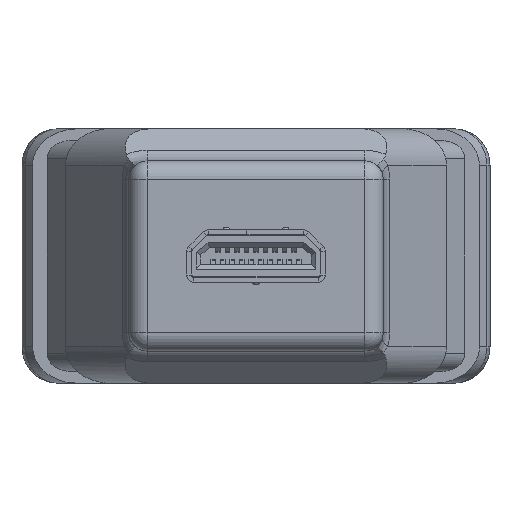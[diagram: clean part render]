
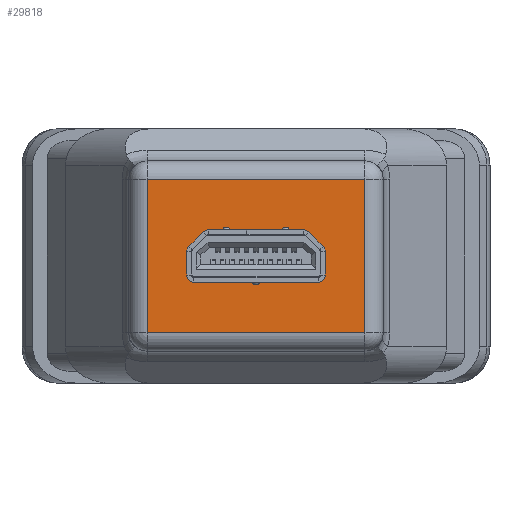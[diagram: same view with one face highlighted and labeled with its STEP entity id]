
A CAD part, front view. The second image highlights one B-rep face of the part: STEP entity #29818.
In plain terms, the highlighted planar face has unit normal (0, -1, 0).
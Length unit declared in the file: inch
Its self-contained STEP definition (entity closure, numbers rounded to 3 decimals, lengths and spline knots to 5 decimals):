
#284 = CARTESIAN_POINT ( 'NONE',  ( 0.10295, -0.25591, -0.0315 ) ) ;
#521 = EDGE_CURVE ( 'NONE', #44979, #781, #28154, .T. ) ;
#613 = DIRECTION ( 'NONE',  ( 0., -1., 0. ) ) ;
#781 = VERTEX_POINT ( 'NONE', #55832 ) ;
#2114 = ORIENTED_EDGE ( 'NONE', *, *, #31448, .F. ) ;
#3134 = CIRCLE ( 'NONE', #51474, 0.01181 ) ;
#3377 = CARTESIAN_POINT ( 'NONE',  ( -0.0873, -0.25591, 0.03993 ) ) ;
#3566 = ORIENTED_EDGE ( 'NONE', *, *, #521, .F. ) ;
#5026 = CIRCLE ( 'NONE', #66647, 0.01181 ) ;
#5128 = DIRECTION ( 'NONE',  ( 0., 0., 1. ) ) ;
#5248 = EDGE_LOOP ( 'NONE', ( #27733, #9895, #57621, #63992 ) ) ;
#5576 = DIRECTION ( 'NONE',  ( 0., 0., -1. ) ) ;
#6841 = LINE ( 'NONE', #34425, #62279 ) ;
#8469 = DIRECTION ( 'NONE',  ( -0.714, 0., 0.7 ) ) ;
#8681 = CARTESIAN_POINT ( 'NONE',  ( -0.11122, -0.25591, 0.01646 ) ) ;
#9023 = LINE ( 'NONE', #32003, #50585 ) ;
#9197 = CIRCLE ( 'NONE', #17789, 0.01181 ) ;
#9490 = LINE ( 'NONE', #34243, #60056 ) ;
#9895 = ORIENTED_EDGE ( 'NONE', *, *, #59328, .T. ) ;
#10402 = VERTEX_POINT ( 'NONE', #61359 ) ;
#11454 = EDGE_CURVE ( 'NONE', #49953, #25020, #9197, .T. ) ;
#11541 = ORIENTED_EDGE ( 'NONE', *, *, #41406, .F. ) ;
#11661 = EDGE_CURVE ( 'NONE', #31751, #35067, #63805, .T. ) ;
#11751 = EDGE_CURVE ( 'NONE', #54360, #12194, #5026, .T. ) ;
#11958 = CARTESIAN_POINT ( 'NONE',  ( 0.07903, -0.25591, 0.04331 ) ) ;
#12102 = VERTEX_POINT ( 'NONE', #62823 ) ;
#12194 = VERTEX_POINT ( 'NONE', #59013 ) ;
#12314 = CARTESIAN_POINT ( 'NONE',  ( -0.10295, -0.25591, 0.00803 ) ) ;
#12357 = CARTESIAN_POINT ( 'NONE',  ( 0.07903, -0.25591, 0.0315 ) ) ;
#12628 = EDGE_CURVE ( 'NONE', #10402, #52105, #63687, .T. ) ;
#12994 = ORIENTED_EDGE ( 'NONE', *, *, #45365, .F. ) ;
#14173 = ORIENTED_EDGE ( 'NONE', *, *, #11751, .F. ) ;
#14488 = FACE_OUTER_BOUND ( 'NONE', #5248, .T. ) ;
#14677 = CARTESIAN_POINT ( 'NONE',  ( 0.11476, -0.25591, -0.0315 ) ) ;
#14773 = LINE ( 'NONE', #48206, #26971 ) ;
#17101 = LINE ( 'NONE', #17144, #43104 ) ;
#17144 = CARTESIAN_POINT ( 'NONE',  ( 0., -0.25591, -0.12748 ) ) ;
#17585 = DIRECTION ( 'NONE',  ( 0., 0., 1. ) ) ;
#17625 = DIRECTION ( 'NONE',  ( 0., 0., -1. ) ) ;
#17789 = AXIS2_PLACEMENT_3D ( 'NONE', #31895, #613, #37122 ) ;
#18835 = VERTEX_POINT ( 'NONE', #3377 ) ;
#19197 = ORIENTED_EDGE ( 'NONE', *, *, #42375, .F. ) ;
#19366 = ORIENTED_EDGE ( 'NONE', *, *, #42413, .F. ) ;
#20363 = EDGE_CURVE ( 'NONE', #25020, #62127, #6841, .T. ) ;
#21496 = DIRECTION ( 'NONE',  ( 0., -1., 0. ) ) ;
#22630 = EDGE_CURVE ( 'NONE', #27287, #37087, #17101, .T. ) ;
#22866 = VECTOR ( 'NONE', #42223, 39.37008 ) ;
#24055 = EDGE_CURVE ( 'NONE', #52105, #49953, #60004, .T. ) ;
#25020 = VERTEX_POINT ( 'NONE', #62372 ) ;
#25503 = CIRCLE ( 'NONE', #63019, 0.01181 ) ;
#25918 = EDGE_CURVE ( 'NONE', #37087, #12102, #61957, .T. ) ;
#26971 = VECTOR ( 'NONE', #63968, 39.37008 ) ;
#27287 = VERTEX_POINT ( 'NONE', #56869 ) ;
#27733 = ORIENTED_EDGE ( 'NONE', *, *, #25918, .T. ) ;
#28154 = LINE ( 'NONE', #11958, #54242 ) ;
#28436 = CARTESIAN_POINT ( 'NONE',  ( -0.10295, -0.25591, -0.0315 ) ) ;
#28631 = ORIENTED_EDGE ( 'NONE', *, *, #11661, .F. ) ;
#29818 = ADVANCED_FACE ( 'NONE', ( #56016, #14488 ), #67581, .F. ) ;
#29900 = CARTESIAN_POINT ( 'NONE',  ( 0.11476, -0.25591, 0.00803 ) ) ;
#30571 = DIRECTION ( 'NONE',  ( -1., 0., 0. ) ) ;
#31448 = EDGE_CURVE ( 'NONE', #781, #18835, #3134, .T. ) ;
#31751 = VERTEX_POINT ( 'NONE', #8681 ) ;
#31895 = CARTESIAN_POINT ( 'NONE',  ( 0.10295, -0.25591, 0.00803 ) ) ;
#32003 = CARTESIAN_POINT ( 'NONE',  ( -0.11476, -0.25591, 0.00803 ) ) ;
#32484 = ORIENTED_EDGE ( 'NONE', *, *, #12628, .F. ) ;
#32768 = LINE ( 'NONE', #61809, #60534 ) ;
#33058 = CARTESIAN_POINT ( 'NONE',  ( 0.11476, -0.25591, -0.0315 ) ) ;
#33662 = DIRECTION ( 'NONE',  ( 0., 0., 1. ) ) ;
#34243 = CARTESIAN_POINT ( 'NONE',  ( -0.0873, -0.25591, 0.03993 ) ) ;
#34425 = CARTESIAN_POINT ( 'NONE',  ( 0.11122, -0.25591, 0.01646 ) ) ;
#34775 = EDGE_LOOP ( 'NONE', ( #60519, #32484, #19197, #14173, #19366, #28631, #11541, #2114, #3566, #12994, #62858, #63856 ) ) ;
#35067 = VERTEX_POINT ( 'NONE', #47081 ) ;
#36723 = LINE ( 'NONE', #37008, #22866 ) ;
#36782 = DIRECTION ( 'NONE',  ( 0., -1., 0. ) ) ;
#36801 = CARTESIAN_POINT ( 'NONE',  ( -0.11476, -0.25591, -0.0315 ) ) ;
#37008 = CARTESIAN_POINT ( 'NONE',  ( -0.10295, -0.25591, -0.04331 ) ) ;
#37087 = VERTEX_POINT ( 'NONE', #45643 ) ;
#37122 = DIRECTION ( 'NONE',  ( 0., 0., -1. ) ) ;
#37214 = DIRECTION ( 'NONE',  ( 0., 0., -1. ) ) ;
#39472 = EDGE_CURVE ( 'NONE', #57574, #27287, #14773, .T. ) ;
#39765 = CARTESIAN_POINT ( 'NONE',  ( 0.0873, -0.25591, 0.03993 ) ) ;
#41130 = DIRECTION ( 'NONE',  ( 0., 1., 0. ) ) ;
#41406 = EDGE_CURVE ( 'NONE', #18835, #31751, #9490, .T. ) ;
#42223 = DIRECTION ( 'NONE',  ( 1., 0., 0. ) ) ;
#42375 = EDGE_CURVE ( 'NONE', #12194, #10402, #36723, .T. ) ;
#42413 = EDGE_CURVE ( 'NONE', #35067, #54360, #9023, .T. ) ;
#43104 = VECTOR ( 'NONE', #58604, 39.37008 ) ;
#44979 = VERTEX_POINT ( 'NONE', #45124 ) ;
#45124 = CARTESIAN_POINT ( 'NONE',  ( 0.07903, -0.25591, 0.04331 ) ) ;
#45331 = CARTESIAN_POINT ( 'NONE',  ( -0.18063, -0.25591, 0.12748 ) ) ;
#45365 = EDGE_CURVE ( 'NONE', #62127, #44979, #25503, .T. ) ;
#45643 = CARTESIAN_POINT ( 'NONE',  ( 0.18063, -0.25591, -0.12748 ) ) ;
#46049 = VECTOR ( 'NONE', #66819, 39.37008 ) ;
#47081 = CARTESIAN_POINT ( 'NONE',  ( -0.11476, -0.25591, 0.00803 ) ) ;
#48074 = VECTOR ( 'NONE', #55357, 39.37008 ) ;
#48206 = CARTESIAN_POINT ( 'NONE',  ( -0.18063, -0.25591, 0. ) ) ;
#48360 = DIRECTION ( 'NONE',  ( -1., 0., 0. ) ) ;
#48723 = DIRECTION ( 'NONE',  ( 0., -1., 0. ) ) ;
#48769 = DIRECTION ( 'NONE',  ( 0., -1., 0. ) ) ;
#49679 = AXIS2_PLACEMENT_3D ( 'NONE', #284, #36782, #5576 ) ;
#49953 = VERTEX_POINT ( 'NONE', #29900 ) ;
#50585 = VECTOR ( 'NONE', #37214, 39.37008 ) ;
#51474 = AXIS2_PLACEMENT_3D ( 'NONE', #52712, #21496, #57979 ) ;
#52105 = VERTEX_POINT ( 'NONE', #33058 ) ;
#52712 = CARTESIAN_POINT ( 'NONE',  ( -0.07903, -0.25591, 0.0315 ) ) ;
#53567 = AXIS2_PLACEMENT_3D ( 'NONE', #62362, #41130, #5128 ) ;
#54242 = VECTOR ( 'NONE', #48360, 39.37008 ) ;
#54360 = VERTEX_POINT ( 'NONE', #36801 ) ;
#55013 = DIRECTION ( 'NONE',  ( -0.714, 0., -0.7 ) ) ;
#55357 = DIRECTION ( 'NONE',  ( 0., 0., 1. ) ) ;
#55832 = CARTESIAN_POINT ( 'NONE',  ( -0.07903, -0.25591, 0.04331 ) ) ;
#56016 = FACE_BOUND ( 'NONE', #34775, .T. ) ;
#56157 = AXIS2_PLACEMENT_3D ( 'NONE', #12314, #48723, #17585 ) ;
#56869 = CARTESIAN_POINT ( 'NONE',  ( -0.18063, -0.25591, -0.12748 ) ) ;
#57574 = VERTEX_POINT ( 'NONE', #45331 ) ;
#57621 = ORIENTED_EDGE ( 'NONE', *, *, #39472, .T. ) ;
#57979 = DIRECTION ( 'NONE',  ( 0., 0., -1. ) ) ;
#58604 = DIRECTION ( 'NONE',  ( 1., 0., 0. ) ) ;
#59013 = CARTESIAN_POINT ( 'NONE',  ( -0.10295, -0.25591, -0.04331 ) ) ;
#59328 = EDGE_CURVE ( 'NONE', #12102, #57574, #32768, .T. ) ;
#60004 = LINE ( 'NONE', #14677, #46049 ) ;
#60056 = VECTOR ( 'NONE', #55013, 39.37008 ) ;
#60519 = ORIENTED_EDGE ( 'NONE', *, *, #24055, .F. ) ;
#60534 = VECTOR ( 'NONE', #30571, 39.37008 ) ;
#61359 = CARTESIAN_POINT ( 'NONE',  ( 0.10295, -0.25591, -0.04331 ) ) ;
#61809 = CARTESIAN_POINT ( 'NONE',  ( 0., -0.25591, 0.12748 ) ) ;
#61957 = LINE ( 'NONE', #65639, #48074 ) ;
#62127 = VERTEX_POINT ( 'NONE', #39765 ) ;
#62279 = VECTOR ( 'NONE', #8469, 39.37008 ) ;
#62362 = CARTESIAN_POINT ( 'NONE',  ( 0., -0.25591, 0. ) ) ;
#62372 = CARTESIAN_POINT ( 'NONE',  ( 0.11122, -0.25591, 0.01646 ) ) ;
#62823 = CARTESIAN_POINT ( 'NONE',  ( 0.18063, -0.25591, 0.12748 ) ) ;
#62858 = ORIENTED_EDGE ( 'NONE', *, *, #20363, .F. ) ;
#63019 = AXIS2_PLACEMENT_3D ( 'NONE', #12357, #48769, #17625 ) ;
#63687 = CIRCLE ( 'NONE', #49679, 0.01181 ) ;
#63805 = CIRCLE ( 'NONE', #56157, 0.01181 ) ;
#63856 = ORIENTED_EDGE ( 'NONE', *, *, #11454, .F. ) ;
#63968 = DIRECTION ( 'NONE',  ( 0., 0., -1. ) ) ;
#63992 = ORIENTED_EDGE ( 'NONE', *, *, #22630, .T. ) ;
#64916 = DIRECTION ( 'NONE',  ( 0., -1., 0. ) ) ;
#65639 = CARTESIAN_POINT ( 'NONE',  ( 0.18063, -0.25591, 0. ) ) ;
#66647 = AXIS2_PLACEMENT_3D ( 'NONE', #28436, #64916, #33662 ) ;
#66819 = DIRECTION ( 'NONE',  ( 0., 0., 1. ) ) ;
#67581 = PLANE ( 'NONE',  #53567 ) ;
